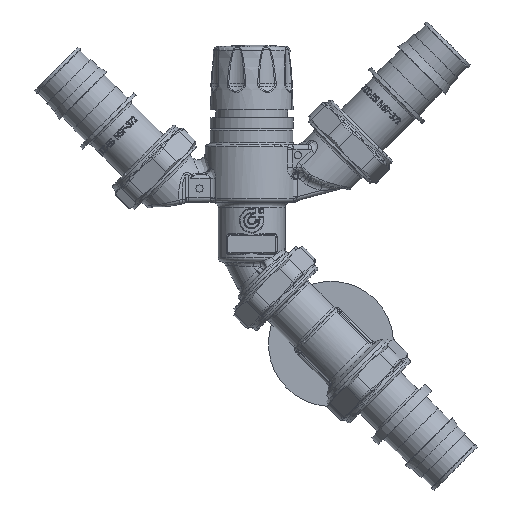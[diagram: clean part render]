
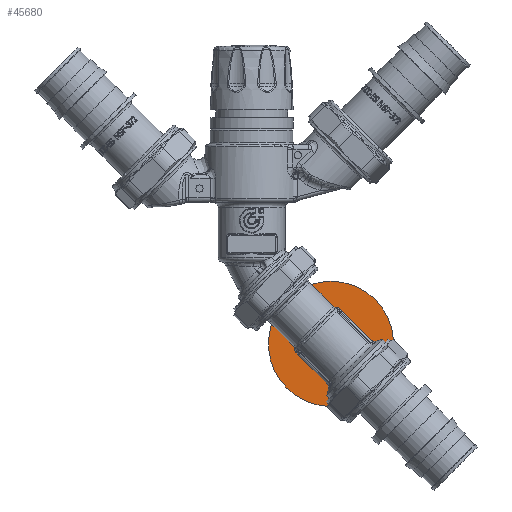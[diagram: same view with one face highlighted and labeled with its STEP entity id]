
A CAD part, top view. The second image highlights one B-rep face of the part: STEP entity #45680.
In plain terms, the highlighted planar face has unit normal (0, 0, 1).
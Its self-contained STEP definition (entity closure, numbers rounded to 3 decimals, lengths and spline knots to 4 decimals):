
#3761=FACE_BOUND('',#9552,.T.);
#6717=FACE_OUTER_BOUND('',#9551,.T.);
#9551=EDGE_LOOP('',(#38392));
#9552=EDGE_LOOP('',(#38393));
#16170=CIRCLE('',#49479,1.03);
#16172=CIRCLE('',#49483,0.3);
#20015=VERTEX_POINT('',#116946);
#20017=VERTEX_POINT('',#116953);
#26172=EDGE_CURVE('',#20015,#20015,#16170,.T.);
#26175=EDGE_CURVE('',#20017,#20017,#16172,.T.);
#38392=ORIENTED_EDGE('',*,*,#26172,.T.);
#38393=ORIENTED_EDGE('',*,*,#26175,.T.);
#40566=PLANE('',#49484);
#45680=ADVANCED_FACE('',(#6717,#3761),#40566,.F.);
#49479=AXIS2_PLACEMENT_3D('',#116948,#58949,#58950);
#49483=AXIS2_PLACEMENT_3D('',#116955,#58958,#58959);
#49484=AXIS2_PLACEMENT_3D('',#116956,#58960,#58961);
#58949=DIRECTION('center_axis',(0.,0.,
1.));
#58950=DIRECTION('ref_axis',(-0.707,0.707,0.));
#58958=DIRECTION('center_axis',(0.,0.,
-1.));
#58959=DIRECTION('ref_axis',(0.707,-0.707,0.));
#58960=DIRECTION('center_axis',(0.,0.,
-1.));
#58961=DIRECTION('ref_axis',(0.707,-0.707,0.));
#116946=CARTESIAN_POINT('',(2.0348,-3.5269,-2.4095));
#116948=CARTESIAN_POINT('Origin',(1.3064,-2.7986,-2.4095));
#116953=CARTESIAN_POINT('',(1.0943,-2.5864,-2.4095));
#116955=CARTESIAN_POINT('Origin',(1.3064,-2.7986,-2.4095));
#116956=CARTESIAN_POINT('Origin',(1.3064,-2.7986,-2.4095));
